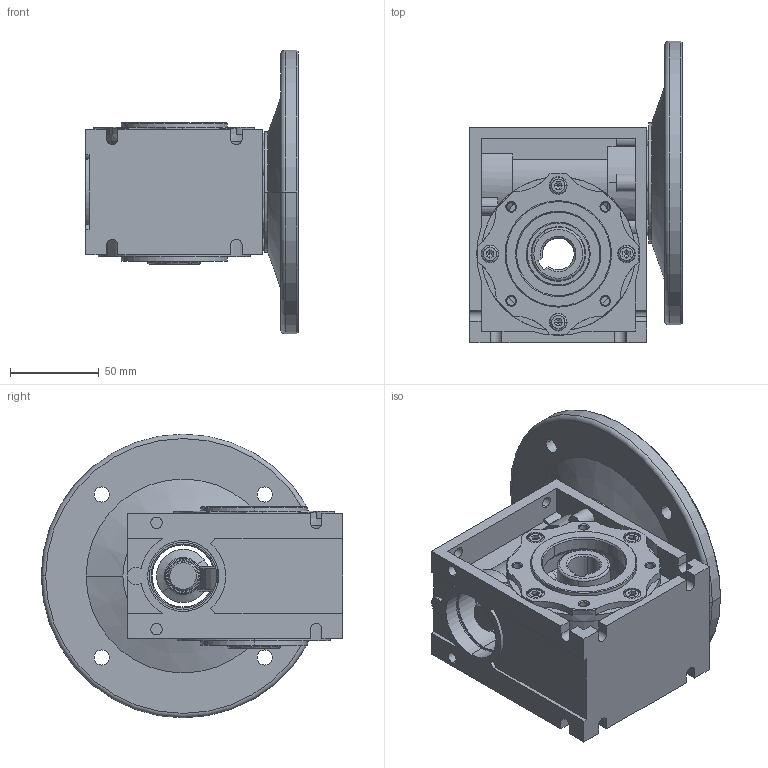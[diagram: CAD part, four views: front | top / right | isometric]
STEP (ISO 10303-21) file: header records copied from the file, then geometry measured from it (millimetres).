
FILE_DESCRIPTION (( 'STEP AP203' ), '1' );
FILE_NAME ('NMRV040+71B5.STEP', '2020-03-20T06:19:49', ( 'tao' ), ( 'Microsoft' ), 'SwSTEP 2.0', 'SolidWorks 2018', '' );
FILE_SCHEMA (( 'CONFIG_CONTROL_DESIGN' ));
Length unit declared in the file: millimetre
Products named in the file (7): NMRV40眊极_1; NMRV40耜裔_1; F40-71B5楊擘耳160; NMRV40-50恘裝_1; NMRV40-50恘謫_1; GB_HEXAGON_TYPE22 M6X12-S_1; NMRV040+71B5
Assembly tree (9 placements, depth 2):
  NMRV040+71B5
    NMRV40眊极_1
    NMRV40耜裔_1
    F40-71B5楊擘耳160
    NMRV40-50恘裝_1
    NMRV40-50恘謫_1
    GB_HEXAGON_TYPE22 M6X12-S_1  x4
Bounding box: 120 x 170 x 160 mm (x, y, z)
Volume: 668279.7 mm3; surface area: 199016.1 mm2
Topology: 9 solids, 9 shells, 1104 faces, 2697 edges, 1639 vertices
Faces by surface type: cone 434, cylinder 431, plane 189, bspline 36, torus 14
Entity records: 24548 total; most frequent: CARTESIAN_POINT 6129, DIRECTION 4005, ORIENTED_EDGE 3538, EDGE_CURVE 1769, AXIS2_PLACEMENT_3D 1624, VERTEX_POINT 1114, CIRCLE 925, EDGE_LOOP 831
